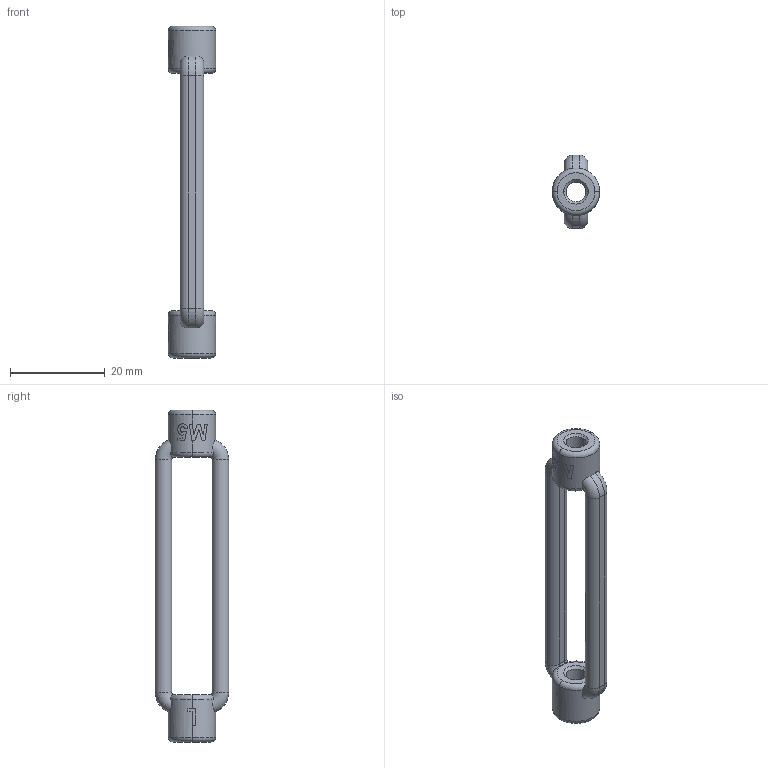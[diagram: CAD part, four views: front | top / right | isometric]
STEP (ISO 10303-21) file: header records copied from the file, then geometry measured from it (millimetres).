
FILE_DESCRIPTION (( 'STEP AP203' ), '1' );
FILE_NAME ('100044005.STEP', '2018-06-14T07:27:52', ( '' ), ( '' ), 'SwSTEP 2.0', 'SolidWorks 2015', '' );
FILE_SCHEMA (( 'CONFIG_CONTROL_DESIGN' ));
Length unit declared in the file: millimetre
Products named in the file (1): 100044005
Bounding box: 10 x 15.5 x 70 mm (x, y, z)
Volume: 2877.8 mm3; surface area: 2556.8 mm2
Topology: 1 solids, 1 shells, 309 faces, 811 edges, 530 vertices
Faces by surface type: plane 142, bspline 120, cylinder 23, torus 16, cone 8
Entity records: 17131 total; most frequent: CARTESIAN_POINT 10270, ORIENTED_EDGE 1622, DIRECTION 995, EDGE_CURVE 811, VERTEX_POINT 530, LINE 427, VECTOR 427, EDGE_LOOP 341
